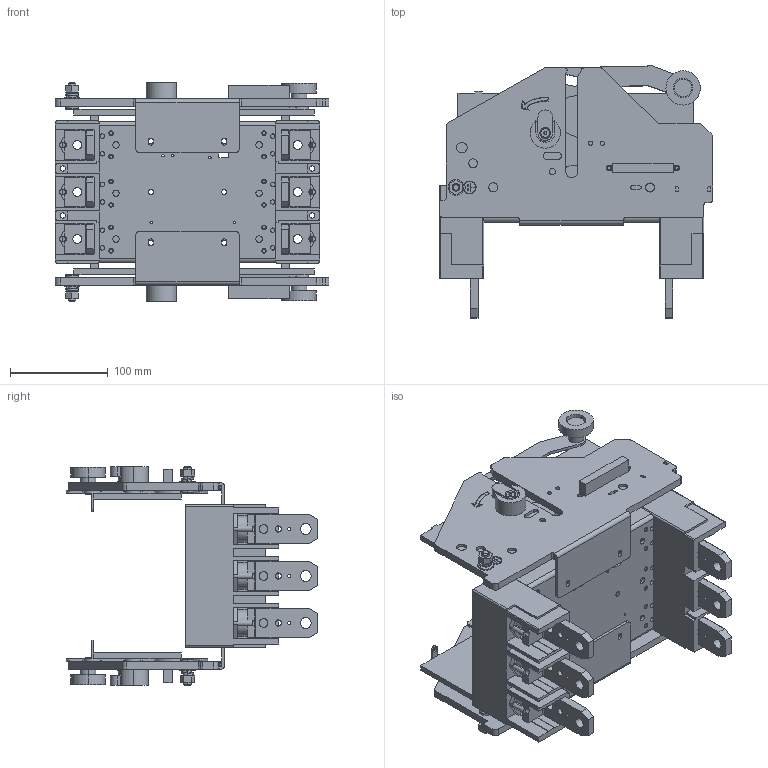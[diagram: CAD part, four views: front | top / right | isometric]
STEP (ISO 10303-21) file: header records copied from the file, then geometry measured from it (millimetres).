
FILE_DESCRIPTION (( 'STEP AP214' ), '1' );
FILE_NAME ('400 drawer type 37.STEP', '2025-07-02T06:58:47', ( '' ), ( '' ), 'SwSTEP 2.0', 'SolidWorks 2022', '' );
FILE_SCHEMA (( 'AUTOMOTIVE_DESIGN' ));
Length unit declared in the file: millimetre
Products named in the file (1): 400 drawer type 37
Bounding box: 279.1 x 257.08 x 224 mm (x, y, z)
Volume: 1995200.9 mm3; surface area: 563141.5 mm2
Topology: 1 solids, 33 shells, 2251 faces, 5974 edges, 3904 vertices
Faces by surface type: plane 1266, cylinder 803, torus 74, bspline 60, cone 48
Entity records: 72293 total; most frequent: CARTESIAN_POINT 15187, DIRECTION 11952, ORIENTED_EDGE 11948, EDGE_CURVE 5974, AXIS2_PLACEMENT_3D 4154, VERTEX_POINT 3904, LINE 3644, VECTOR 3644
